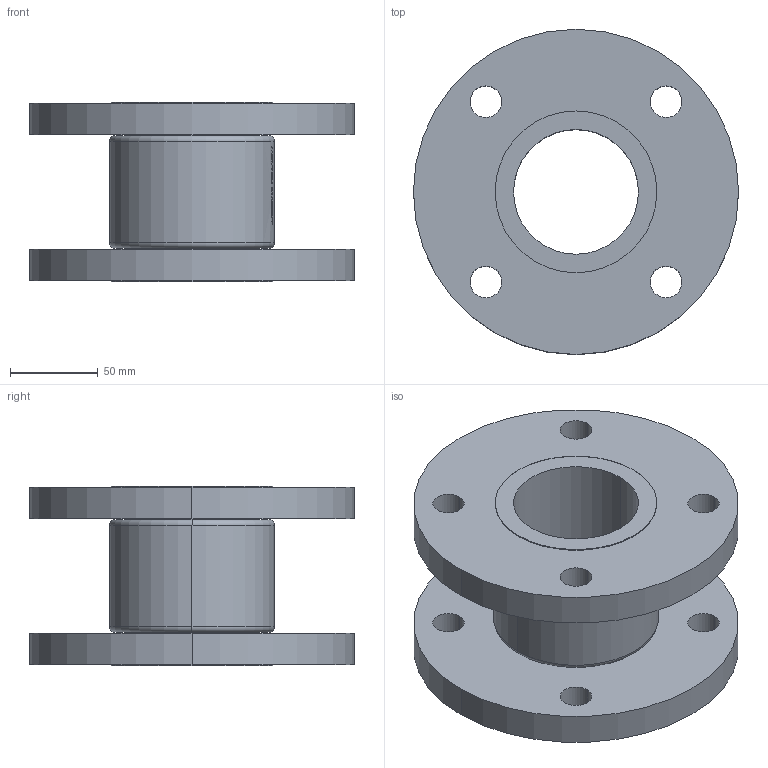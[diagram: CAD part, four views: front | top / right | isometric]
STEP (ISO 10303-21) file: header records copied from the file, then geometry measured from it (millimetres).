
FILE_DESCRIPTION (( 'STEP AP214' ), '1' );
FILE_NAME ('7150000_DN065_PN16_51422079.STEP', '2022-02-02T07:33:09', ( 'axxx' ), ( 'Hewlett-Packard Company' ), 'SwSTEP 2.0', 'SolidWorks 2019', '' );
FILE_SCHEMA (( 'AUTOMOTIVE_DESIGN' ));
Length unit declared in the file: millimetre
Products named in the file (1): 7150000_DN065_PN16_51422079
Bounding box: 185 x 185 x 102 mm (x, y, z)
Volume: 979230.4 mm3; surface area: 163324.5 mm2
Topology: 1 solids, 1 shells, 526 faces, 1364 edges, 908 vertices
Faces by surface type: plane 251, bspline 219, cylinder 48, torus 8
Entity records: 28399 total; most frequent: CARTESIAN_POINT 16968, ORIENTED_EDGE 2728, DIRECTION 1625, EDGE_CURVE 1364, VERTEX_POINT 908, VECTOR 737, LINE 737, EDGE_LOOP 612
